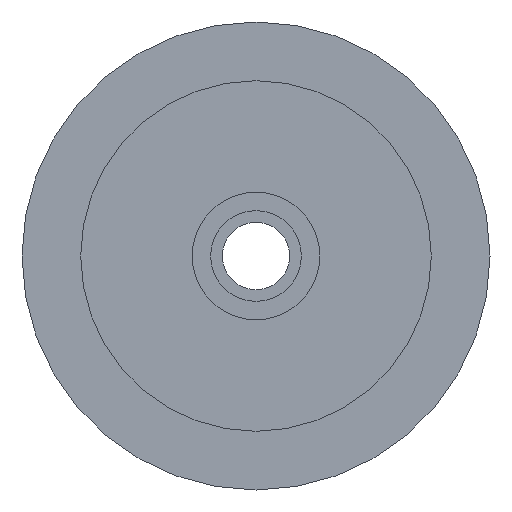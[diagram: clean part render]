
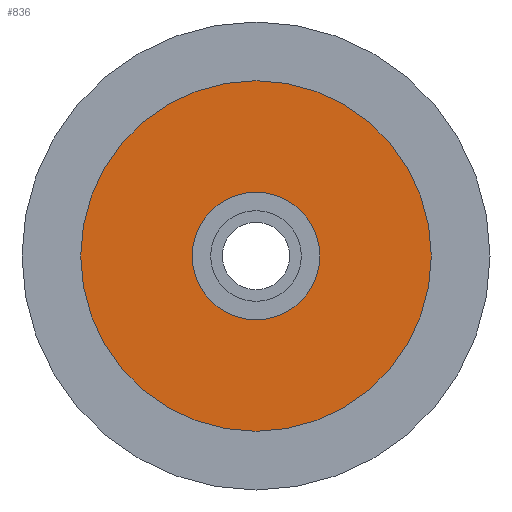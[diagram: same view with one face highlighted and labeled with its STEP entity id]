
A CAD part, front view. The second image highlights one B-rep face of the part: STEP entity #836.
In plain terms, the highlighted planar face has unit normal (0, -1, 0).
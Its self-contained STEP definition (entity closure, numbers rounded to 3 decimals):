
#103=FACE_BOUND('',#204,.T.);
#114=PLANE('',#969);
#141=FACE_OUTER_BOUND('',#203,.T.);
#203=EDGE_LOOP('',(#594,#595));
#204=EDGE_LOOP('',(#596));
#316=CIRCLE('',#954,7.5);
#326=CIRCLE('',#970,20.6);
#327=CIRCLE('',#971,20.6);
#368=VERTEX_POINT('',#1330);
#378=VERTEX_POINT('',#1360);
#379=VERTEX_POINT('',#1361);
#444=EDGE_CURVE('',#368,#368,#316,.T.);
#458=EDGE_CURVE('',#378,#379,#326,.T.);
#459=EDGE_CURVE('',#379,#378,#327,.T.);
#594=ORIENTED_EDGE('',*,*,#458,.F.);
#595=ORIENTED_EDGE('',*,*,#459,.F.);
#596=ORIENTED_EDGE('',*,*,#444,.T.);
#836=ADVANCED_FACE('',(#141,#103),#114,.T.);
#954=AXIS2_PLACEMENT_3D('',#1331,#1074,#1075);
#969=AXIS2_PLACEMENT_3D('',#1359,#1108,#1109);
#970=AXIS2_PLACEMENT_3D('',#1362,#1110,#1111);
#971=AXIS2_PLACEMENT_3D('',#1363,#1112,#1113);
#1074=DIRECTION('center_axis',(0.,1.,0.));
#1075=DIRECTION('ref_axis',(-1.,0.,0.));
#1108=DIRECTION('center_axis',(0.,-1.,0.));
#1109=DIRECTION('ref_axis',(0.,0.,-1.));
#1110=DIRECTION('center_axis',(0.,1.,0.));
#1111=DIRECTION('ref_axis',(1.,0.,0.));
#1112=DIRECTION('center_axis',(0.,1.,0.));
#1113=DIRECTION('ref_axis',(1.,0.,0.));
#1330=CARTESIAN_POINT('',(7.5,2.5,0.));
#1331=CARTESIAN_POINT('Origin',(0.,2.5,0.));
#1359=CARTESIAN_POINT('Origin',(-20.6,2.5,0.));
#1360=CARTESIAN_POINT('',(-20.6,2.5,0.));
#1361=CARTESIAN_POINT('',(20.6,2.5,0.));
#1362=CARTESIAN_POINT('Origin',(0.,2.5,0.));
#1363=CARTESIAN_POINT('Origin',(0.,2.5,0.));
